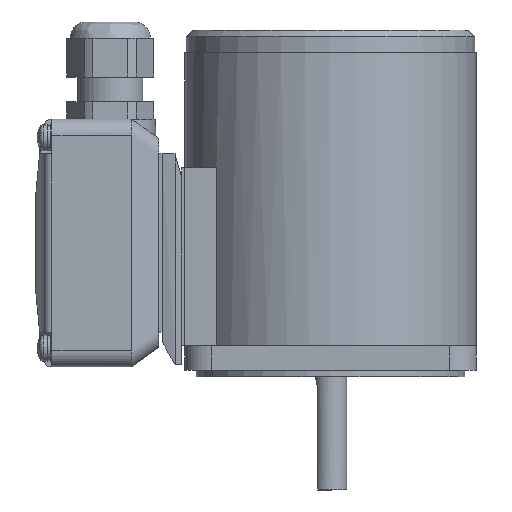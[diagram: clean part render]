
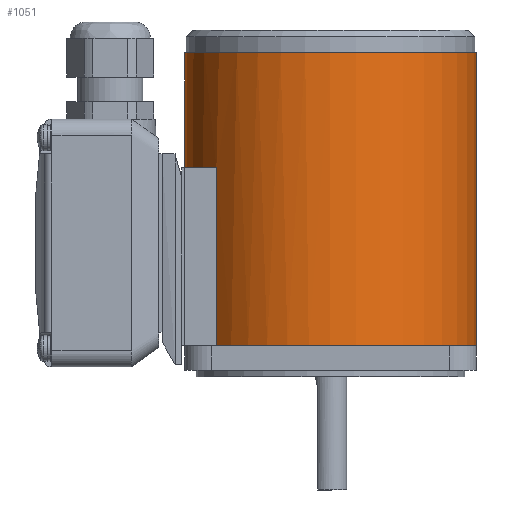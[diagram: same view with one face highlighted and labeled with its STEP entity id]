
A CAD part, left-side view. The second image highlights one B-rep face of the part: STEP entity #1051.
In plain terms, the highlighted cylindrical face has radius 45 mm (diameter 90 mm), a partial arc.
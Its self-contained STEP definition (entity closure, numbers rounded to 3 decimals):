
#242 = EDGE_LOOP ( 'NONE', ( #1450, #1465, #1470, #1596, #1463, #1476, #1462 ) ) ;
#439 = DIRECTION ( 'NONE',  ( 0., 1., 0. ) ) ;
#440 = DIRECTION ( 'NONE',  ( 0., 0., -1. ) ) ;
#441 = CARTESIAN_POINT ( 'NONE',  ( 0., 0., -37. ) ) ;
#657 = AXIS2_PLACEMENT_3D ( 'NONE', #3702, #3701, #3700 ) ;
#660 = CIRCLE ( 'NONE', #657, 45. ) ;
#700 = AXIS2_PLACEMENT_3D ( 'NONE', #3278, #3262, #3296 ) ;
#707 = AXIS2_PLACEMENT_3D ( 'NONE', #3293, #3300, #3267 ) ;
#709 = CIRCLE ( 'NONE', #707, 45. ) ;
#711 = CIRCLE ( 'NONE', #700, 45. ) ;
#739 = VECTOR ( 'NONE', #3362, 1000. ) ;
#771 = CIRCLE ( 'NONE', #773, 45. ) ;
#773 = AXIS2_PLACEMENT_3D ( 'NONE', #3962, #3961, #3960 ) ;
#1051 = ADVANCED_FACE ( 'NONE', ( #6714 ), #6715, .T. ) ;
#1450 = ORIENTED_EDGE ( 'NONE', *, *, #2727, .F. ) ;
#1462 = ORIENTED_EDGE ( 'NONE', *, *, #2934, .T. ) ;
#1463 = ORIENTED_EDGE ( 'NONE', *, *, #2813, .T. ) ;
#1465 = ORIENTED_EDGE ( 'NONE', *, *, #2780, .T. ) ;
#1470 = ORIENTED_EDGE ( 'NONE', *, *, #2687, .T. ) ;
#1476 = ORIENTED_EDGE ( 'NONE', *, *, #2778, .T. ) ;
#1596 = ORIENTED_EDGE ( 'NONE', *, *, #5764, .T. ) ;
#2038 = VECTOR ( 'NONE', #4277, 1000. ) ;
#2072 = VECTOR ( 'NONE', #4210, 1000. ) ;
#2359 = CARTESIAN_POINT ( 'NONE',  ( -45., 0., 7.5 ) ) ;
#2362 = CARTESIAN_POINT ( 'NONE',  ( -28., 35.228, 62.5 ) ) ;
#2367 = CARTESIAN_POINT ( 'NONE',  ( -28., 35.228, 7.5 ) ) ;
#2388 = CARTESIAN_POINT ( 'NONE',  ( 0., -45., 98. ) ) ;
#2512 = CARTESIAN_POINT ( 'NONE',  ( 0., 45., 98. ) ) ;
#2545 = CARTESIAN_POINT ( 'NONE',  ( 0., -45., 7.5 ) ) ;
#2602 = CARTESIAN_POINT ( 'NONE',  ( 0., 45., 62.5 ) ) ;
#2687 = EDGE_CURVE ( 'NONE', #6276, #6176, #6798, .T. ) ;
#2727 = EDGE_CURVE ( 'NONE', #6513, #6240, #6809, .T. ) ;
#2778 = EDGE_CURVE ( 'NONE', #6553, #6563, #709, .T. ) ;
#2780 = EDGE_CURVE ( 'NONE', #6513, #6276, #711, .T. ) ;
#2813 = EDGE_CURVE ( 'NONE', #6560, #6553, #6848, .T. ) ;
#2934 = EDGE_CURVE ( 'NONE', #6563, #6240, #660, .T. ) ;
#3262 = DIRECTION ( 'NONE',  ( 0., 0., -1. ) ) ;
#3267 = DIRECTION ( 'NONE',  ( 0., 1., 0. ) ) ;
#3278 = CARTESIAN_POINT ( 'NONE',  ( 0., 0., 98. ) ) ;
#3293 = CARTESIAN_POINT ( 'NONE',  ( 0., 0., 7.5 ) ) ;
#3296 = DIRECTION ( 'NONE',  ( 0., 1., 0. ) ) ;
#3300 = DIRECTION ( 'NONE',  ( 0., 0., 1. ) ) ;
#3362 = DIRECTION ( 'NONE',  ( 0., 0., -1. ) ) ;
#3365 = CARTESIAN_POINT ( 'NONE',  ( -28., 35.228, -37. ) ) ;
#3700 = DIRECTION ( 'NONE',  ( 0., 1., 0. ) ) ;
#3701 = DIRECTION ( 'NONE',  ( 0., 0., 1. ) ) ;
#3702 = CARTESIAN_POINT ( 'NONE',  ( 0., 0., 7.5 ) ) ;
#3960 = DIRECTION ( 'NONE',  ( 0., 1., 0. ) ) ;
#3961 = DIRECTION ( 'NONE',  ( 0., 0., 1. ) ) ;
#3962 = CARTESIAN_POINT ( 'NONE',  ( 0., 0., 62.5 ) ) ;
#4210 = DIRECTION ( 'NONE',  ( 0., 0., -1. ) ) ;
#4211 = CARTESIAN_POINT ( 'NONE',  ( 0., -45., -37. ) ) ;
#4277 = DIRECTION ( 'NONE',  ( 0., 0., -1. ) ) ;
#4278 = CARTESIAN_POINT ( 'NONE',  ( 0., 45., -37. ) ) ;
#4749 = AXIS2_PLACEMENT_3D ( 'NONE', #441, #440, #439 ) ;
#5764 = EDGE_CURVE ( 'NONE', #6176, #6560, #771, .T. ) ;
#6176 = VERTEX_POINT ( 'NONE', #2602 ) ;
#6240 = VERTEX_POINT ( 'NONE', #2545 ) ;
#6276 = VERTEX_POINT ( 'NONE', #2512 ) ;
#6513 = VERTEX_POINT ( 'NONE', #2388 ) ;
#6553 = VERTEX_POINT ( 'NONE', #2367 ) ;
#6560 = VERTEX_POINT ( 'NONE', #2362 ) ;
#6563 = VERTEX_POINT ( 'NONE', #2359 ) ;
#6714 = FACE_OUTER_BOUND ( 'NONE', #242, .T. ) ;
#6715 = CYLINDRICAL_SURFACE ( 'NONE', #4749, 45. ) ;
#6798 = LINE ( 'NONE', #4278, #2038 ) ;
#6809 = LINE ( 'NONE', #4211, #2072 ) ;
#6848 = LINE ( 'NONE', #3365, #739 ) ;
